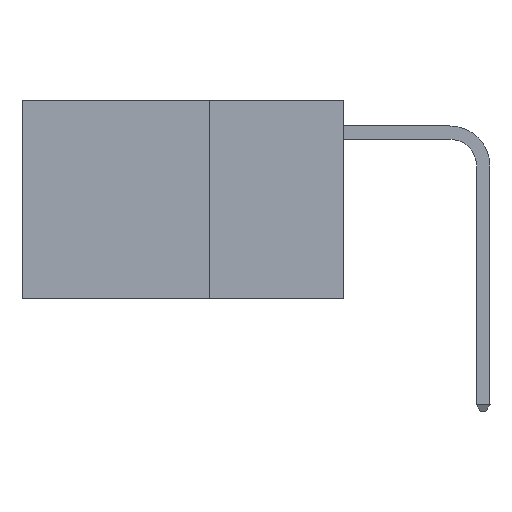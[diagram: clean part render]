
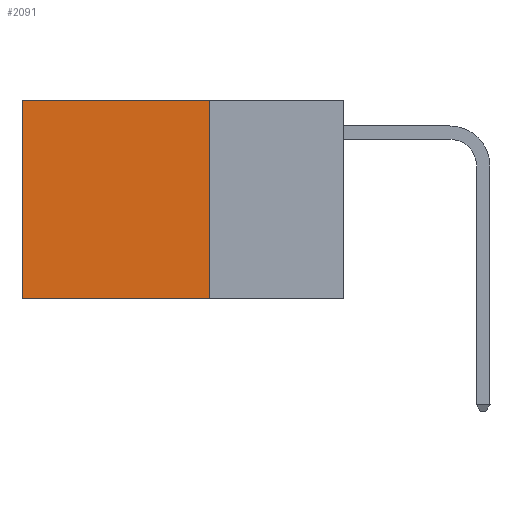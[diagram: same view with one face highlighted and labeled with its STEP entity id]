
A CAD part, left-side view. The second image highlights one B-rep face of the part: STEP entity #2091.
In plain terms, the highlighted planar face has unit normal (-1, 0, 0).
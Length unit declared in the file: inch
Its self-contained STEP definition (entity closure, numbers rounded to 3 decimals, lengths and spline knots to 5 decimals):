
#455 = CARTESIAN_POINT ( 'NONE',  ( 0.2625, 0.25, 0. ) ) ;
#564 = EDGE_CURVE ( 'NONE', #14178, #609, #14044, .T. ) ;
#609 = VERTEX_POINT ( 'NONE', #14580 ) ;
#648 = VERTEX_POINT ( 'NONE', #5800 ) ;
#826 = DIRECTION ( 'NONE',  ( 0., 0., -1. ) ) ;
#1317 = AXIS2_PLACEMENT_3D ( 'NONE', #5001, #4962, #4948 ) ;
#1852 = LINE ( 'NONE', #15106, #15914 ) ;
#2091 = ADVANCED_FACE ( 'NONE', ( #14758 ), #5020, .F. ) ;
#2491 = DIRECTION ( 'NONE',  ( 0., 1., 0. ) ) ;
#2631 = LINE ( 'NONE', #17922, #13494 ) ;
#2656 = EDGE_CURVE ( 'NONE', #10028, #648, #2631, .T. ) ;
#3208 = VECTOR ( 'NONE', #826, 39.37008 ) ;
#4242 = CARTESIAN_POINT ( 'NONE',  ( 0.2625, 0.25, -0.37 ) ) ;
#4948 = DIRECTION ( 'NONE',  ( 0., 0., -1. ) ) ;
#4962 = DIRECTION ( 'NONE',  ( 1., 0., 0. ) ) ;
#5001 = CARTESIAN_POINT ( 'NONE',  ( 0.2625, 0.25, 0. ) ) ;
#5020 = PLANE ( 'NONE',  #1317 ) ;
#5800 = CARTESIAN_POINT ( 'NONE',  ( 0.2625, 0.6, -0.37 ) ) ;
#7902 = EDGE_CURVE ( 'NONE', #14178, #10028, #1852, .T. ) ;
#8316 = DIRECTION ( 'NONE',  ( 0., 0., -1. ) ) ;
#10028 = VERTEX_POINT ( 'NONE', #18309 ) ;
#10255 = LINE ( 'NONE', #4242, #13865 ) ;
#10396 = ORIENTED_EDGE ( 'NONE', *, *, #7902, .T. ) ;
#10518 = EDGE_LOOP ( 'NONE', ( #17712, #12874, #17055, #10396 ) ) ;
#11240 = EDGE_CURVE ( 'NONE', #609, #648, #10255, .T. ) ;
#12874 = ORIENTED_EDGE ( 'NONE', *, *, #11240, .F. ) ;
#13494 = VECTOR ( 'NONE', #8316, 39.37008 ) ;
#13865 = VECTOR ( 'NONE', #14055, 39.37008 ) ;
#14044 = LINE ( 'NONE', #455, #3208 ) ;
#14055 = DIRECTION ( 'NONE',  ( 0., 1., 0. ) ) ;
#14178 = VERTEX_POINT ( 'NONE', #14893 ) ;
#14580 = CARTESIAN_POINT ( 'NONE',  ( 0.2625, 0.25, -0.37 ) ) ;
#14758 = FACE_OUTER_BOUND ( 'NONE', #10518, .T. ) ;
#14893 = CARTESIAN_POINT ( 'NONE',  ( 0.2625, 0.25, 0. ) ) ;
#15106 = CARTESIAN_POINT ( 'NONE',  ( 0.2625, 0.25, 0. ) ) ;
#15914 = VECTOR ( 'NONE', #2491, 39.37008 ) ;
#17055 = ORIENTED_EDGE ( 'NONE', *, *, #564, .F. ) ;
#17712 = ORIENTED_EDGE ( 'NONE', *, *, #2656, .T. ) ;
#17922 = CARTESIAN_POINT ( 'NONE',  ( 0.2625, 0.6, 0. ) ) ;
#18309 = CARTESIAN_POINT ( 'NONE',  ( 0.2625, 0.6, 0. ) ) ;
